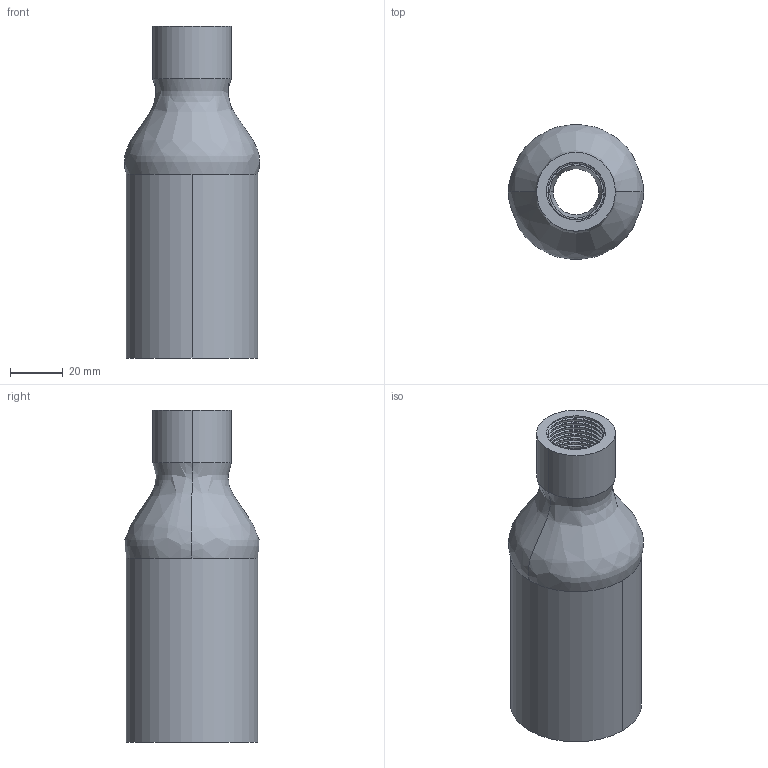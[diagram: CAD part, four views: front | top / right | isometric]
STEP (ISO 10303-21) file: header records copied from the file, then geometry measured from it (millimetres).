
FILE_DESCRIPTION (( 'STEP AP203' ), '1' );
FILE_NAME ('perehfinal.STEP', '2025-12-01T00:52:57', ( '' ), ( '' ), 'SwSTEP 2.0', 'SolidWorks 2025', '' );
FILE_SCHEMA (( 'CONFIG_CONTROL_DESIGN' ));
Length unit declared in the file: millimetre
Products named in the file (3): perehfinal; soplo; pereh3
Assembly tree (2 placements, depth 2):
  perehfinal
    pereh3
    soplo
Bounding box: 51.47 x 51.39 x 126.42 mm (x, y, z)
Volume: 83836.8 mm3; surface area: 38156.1 mm2
Topology: 3 solids, 3 shells, 74 faces, 198 edges, 130 vertices
Faces by surface type: cylinder 56, bspline 10, plane 8
Entity records: 6963 total; most frequent: CARTESIAN_POINT 5123, ORIENTED_EDGE 396, DIRECTION 258, EDGE_CURVE 198, VERTEX_POINT 130, AXIS2_PLACEMENT_3D 101, EDGE_LOOP 80, ADVANCED_FACE 74
